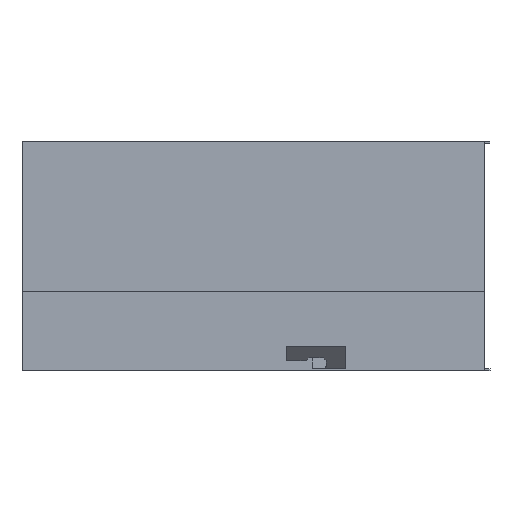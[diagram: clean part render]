
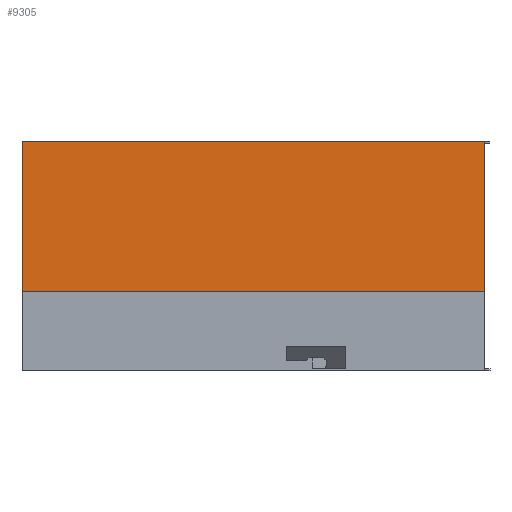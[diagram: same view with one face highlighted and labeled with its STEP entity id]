
A CAD part, top view. The second image highlights one B-rep face of the part: STEP entity #9305.
In plain terms, the highlighted planar face has unit normal (0, 0, 1).
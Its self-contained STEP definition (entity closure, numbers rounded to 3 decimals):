
#347=PLANE('',#9850);
#429=FACE_OUTER_BOUND('',#958,.T.);
#958=EDGE_LOOP('',(#6005,#6006,#6007,#6008));
#1518=LINE('',#14457,#2053);
#1529=LINE('',#14479,#2064);
#1536=LINE('',#14498,#2071);
#1538=LINE('',#14501,#2073);
#2053=VECTOR('',#11246,1.);
#2064=VECTOR('',#11261,1.);
#2071=VECTOR('',#11286,1.);
#2073=VECTOR('',#11290,1.);
#3390=VERTEX_POINT('',#14454);
#3391=VERTEX_POINT('',#14456);
#3398=VERTEX_POINT('',#14475);
#3400=VERTEX_POINT('',#14478);
#4415=EDGE_CURVE('',#3391,#3390,#1518,.T.);
#4426=EDGE_CURVE('',#3400,#3398,#1529,.T.);
#4436=EDGE_CURVE('',#3391,#3398,#1536,.T.);
#4438=EDGE_CURVE('',#3400,#3390,#1538,.T.);
#6005=ORIENTED_EDGE('',*,*,#4415,.T.);
#6006=ORIENTED_EDGE('',*,*,#4438,.F.);
#6007=ORIENTED_EDGE('',*,*,#4426,.T.);
#6008=ORIENTED_EDGE('',*,*,#4436,.F.);
#9305=ADVANCED_FACE('',(#429),#347,.T.);
#9850=AXIS2_PLACEMENT_3D('',#14500,#11288,#11289);
#11246=DIRECTION('',(0.,1.,0.));
#11261=DIRECTION('',(0.,-1.,0.));
#11286=DIRECTION('',(-1.,0.,0.));
#11288=DIRECTION('center_axis',(0.,0.,
1.));
#11289=DIRECTION('ref_axis',(0.,-1.,0.));
#11290=DIRECTION('',(1.,0.,0.));
#14454=CARTESIAN_POINT('',(122.932,17.45,93.587));
#14456=CARTESIAN_POINT('',(122.932,-5.25,93.587));
#14457=CARTESIAN_POINT('',(122.932,7.215,93.587));
#14475=CARTESIAN_POINT('',(52.932,-5.25,93.587));
#14478=CARTESIAN_POINT('',(52.932,17.45,93.587));
#14479=CARTESIAN_POINT('',(52.932,-5.25,93.587));
#14498=CARTESIAN_POINT('',(58.932,-5.25,93.587));
#14500=CARTESIAN_POINT('Origin',(95.932,6.1,93.587));
#14501=CARTESIAN_POINT('',(79.432,17.45,93.587));
